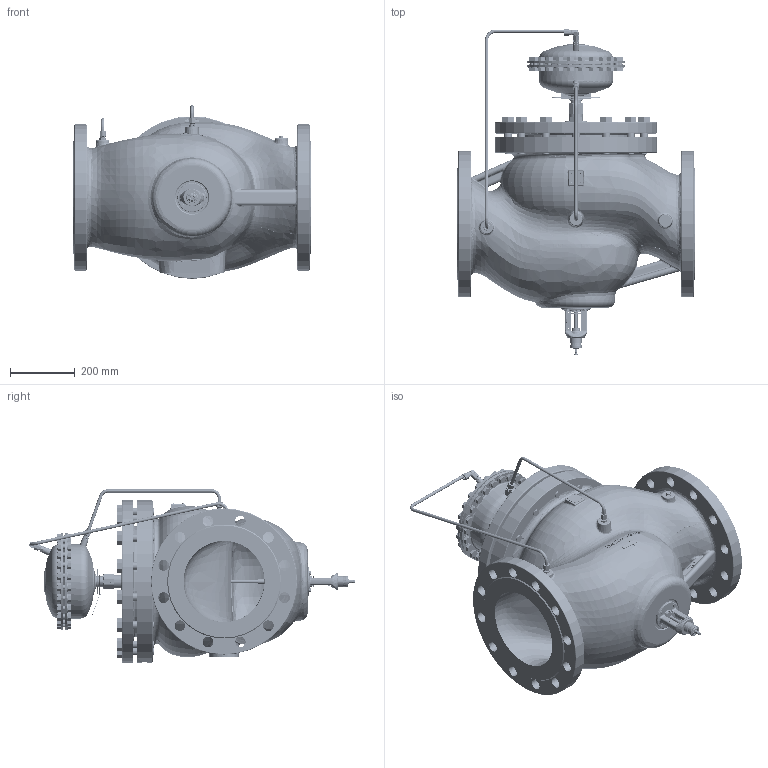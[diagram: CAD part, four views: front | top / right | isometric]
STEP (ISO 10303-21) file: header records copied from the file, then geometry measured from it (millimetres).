
FILE_DESCRIPTION((''),'2;1');
FILE_NAME('003G5540_AFQM2_PN40_DN250_0-2_ASM','2023-05-08T14:10:12',('U384264'),('Danfoss'),'CREO PARAMETRIC BY PTC INC, 2022124','CREO PARAMETRIC BY PTC INC, 2022124','');
FILE_SCHEMA(('CONFIG_CONTROL_DESIGN'));
Products named in the file (55): 88650690_VALVE_B_VFQM_DN250_PN4; 88650900_VALVE_C_VFG_DN250_PN40; 88651450_CON_INS_SUB_DN250_ASM; O-R_329_57X5_33; HEX_SCREW_DIN931_M24X100; 88651210_YOKE_BODY_DN125_250; 88652270_SETT_SCREW_DN125-250; 88654430_CV_P_H_REW_SUB_DN250_ASM; 88652330_STUFFING_BOX_DN150_250; 3220149; 88652960_CV_PISTON_H_SUB_DN250_ASM; 88651380_SPINDLE_CV_DN250; 88652990_CV_PISTON_SUB_DN250_ASM; 88652800_POINTER_VFQM; 88652760_FLOW_LABEL_DN250; 51817881_SCREW_SF_M3X5; HEX_SCREW_DIN933_M06X18; 51817290_M5_ZATIC; 54540510; 188610240; WALTER_CONNECTION; WALTER_PROFILE_RING; WALTER_CONNECTION_NUT; 8863078_ASM; 88653340_VFQM_DN250_PN40_ASM; 88670150_HOUSING320_PN40_MINUS_AF0; 88673400_TUBE_FI38X10X62_MINUS_AF116; 88671680_PRESSURE_CONNECTOR_6MM; WELD_PRESS_CON_6MM; WELD_320_6MM_INST_AF0; WELD_320_6MM_2_INST_AF0; 88671550_COVER320_PN40_MINUS_ASM; 88670170_HOUS_AFQ_320_PN40_PLUS_AF0; 88671680_PRESSURE_CONNECTOR_6MM_AF1; WELD_PRESS_CON_6MM_AF1; 88672670_COVE_AFQ_320_PN40_PLUS_ASM; 88673720_GASKET_PA_320_PN40; 55511011; 88670600_CONNECTING_NUT_G1_1_4; 5454051 ...
Assembly tree (152 placements, depth 5):
  003G5540_AFQM2_PN40_DN250_0-2_ASM
    88653340_VFQM_DN250_PN40_ASM
      88650690_VALVE_B_VFQM_DN250_PN4
      88650900_VALVE_C_VFG_DN250_PN40
      88651450_CON_INS_SUB_DN250_ASM
      O-R_329_57X5_33
      HEX_SCREW_DIN931_M24X100  x14
      88651210_YOKE_BODY_DN125_250
      88652270_SETT_SCREW_DN125-250
      88652960_CV_PISTON_H_SUB_DN250_ASM
        88654430_CV_P_H_REW_SUB_DN250_ASM
        88652330_STUFFING_BOX_DN150_250
        3220149
      88652990_CV_PISTON_SUB_DN250_ASM
        88651380_SPINDLE_CV_DN250
      88652800_POINTER_VFQM
      88652760_FLOW_LABEL_DN250
      51817881_SCREW_SF_M3X5  x2
      HEX_SCREW_DIN933_M06X18  x4
      51817290_M5_ZATIC
      54540510  x3
      188610240
      8863078_ASM  x2
        WALTER_CONNECTION
        WALTER_PROFILE_RING
        WALTER_CONNECTION_NUT
    003G5598_AFQ2_PN40_320CM2_ASM
      88671550_COVER320_PN40_MINUS_ASM
        88670150_HOUSING320_PN40_MINUS_AF0
        88673400_TUBE_FI38X10X62_MINUS_AF116
        88671680_PRESSURE_CONNECTOR_6MM
        WELD_PRESS_CON_6MM
        WELD_320_6MM_INST_AF0
        WELD_320_6MM_2_INST_AF0
      88672670_COVE_AFQ_320_PN40_PLUS_ASM
        88670170_HOUS_AFQ_320_PN40_PLUS_AF0
        88671680_PRESSURE_CONNECTOR_6MM_AF1
        WELD_PRESS_CON_6MM_AF1
      88673720_GASKET_PA_320_PN40  x2
      55511011
      88670600_CONNECTING_NUT_G1_1_4
      5454051  x2
      88630640_ASM  x2
        8863078_ASM
          WALTER_CONNECTION
          WALTER_PROFILE_RING
          WALTER_CONNECTION_NUT
      51817300  x24
      FLAT_WASHER_DIN433_M14X2_5  x24
      HEX_NUT_DIN934_BN118_M14X1_5  x24
      88673820
      88673810_LABEL_PLATE_PA
      88670640_DISASSEMBLY_BRACKET_PA
      56722030_ASM
        PRIKLJUCEK_KOLENO
        WALTER_PROFILE_RING
        WALTER_CONNECTION_NUT
    88675260_TUBE_P_AFQ_250-40
    88674630_TUBE_MI_AFQM_DN250-320
    LABEL_PLATE_37X37
Bounding box: 730 x 1002.67 x 533.9 mm (x, y, z)
Volume: 51043407.5 mm3; surface area: 4515910.4 mm2
Topology: 147 solids, 147 shells, 6953 faces, 17049 edges, 10548 vertices
Faces by surface type: plane 3054, cylinder 1609, cone 1283, bspline 497, torus 361, extrusion 101, sphere 42, revolution 6
Entity records: 178482 total; most frequent: CARTESIAN_POINT 76116, ORIENTED_EDGE 22154, DIRECTION 19194, EDGE_CURVE 11077, VERTEX_POINT 7024, AXIS2_PLACEMENT_3D 6763, VECTOR 5662, LINE 5561
